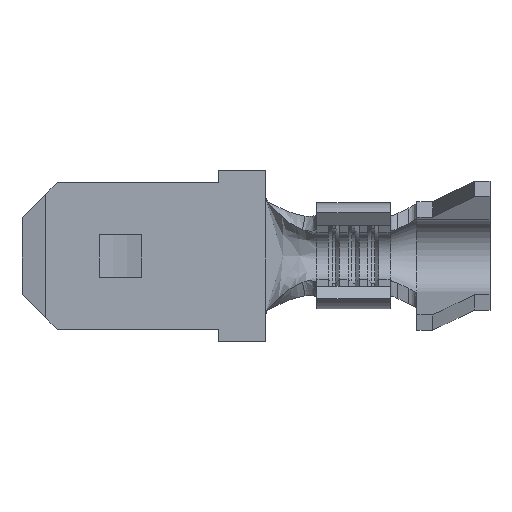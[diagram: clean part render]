
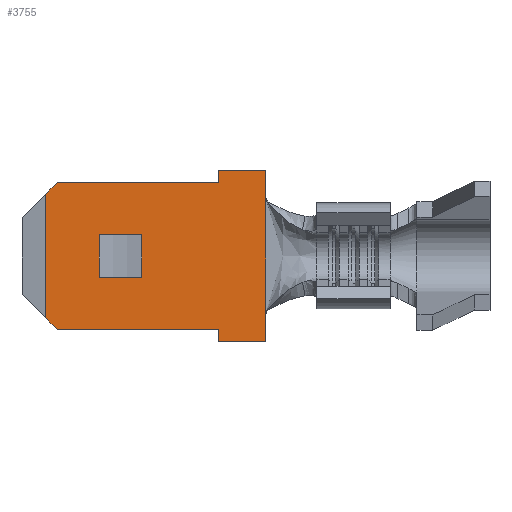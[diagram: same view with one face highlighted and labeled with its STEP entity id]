
A CAD part, top view. The second image highlights one B-rep face of the part: STEP entity #3755.
In plain terms, the highlighted planar face has unit normal (0, 0, 1).
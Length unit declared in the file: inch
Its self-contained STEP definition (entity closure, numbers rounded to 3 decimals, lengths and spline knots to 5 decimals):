
#1 = LINE ( 'NONE', #1773, #3791 ) ;
#2 = DIRECTION ( 'NONE',  ( 0., 1., 0. ) ) ;
#20 = CARTESIAN_POINT ( 'NONE',  ( 0.125, -0.0935, 0.02 ) ) ;
#104 = PLANE ( 'NONE',  #345 ) ;
#124 = DIRECTION ( 'NONE',  ( -0.707, -0.707, 0. ) ) ;
#210 = EDGE_CURVE ( 'NONE', #4576, #3910, #2778, .T. ) ;
#227 = VECTOR ( 'NONE', #124, 39.37008 ) ;
#242 = EDGE_CURVE ( 'NONE', #3910, #4496, #1903, .T. ) ;
#275 = EDGE_CURVE ( 'NONE', #1045, #4496, #3429, .T. ) ;
#303 = VERTEX_POINT ( 'NONE', #386 ) ;
#345 = AXIS2_PLACEMENT_3D ( 'NONE', #3523, #1657, #4263 ) ;
#349 = VECTOR ( 'NONE', #4273, 39.37008 ) ;
#382 = ORIENTED_EDGE ( 'NONE', *, *, #4882, .T. ) ;
#386 = CARTESIAN_POINT ( 'NONE',  ( -0.095, -0.0785, 0.02 ) ) ;
#456 = DIRECTION ( 'NONE',  ( 1., 0., 0. ) ) ;
#468 = VECTOR ( 'NONE', #1245, 39.37008 ) ;
#512 = ORIENTED_EDGE ( 'NONE', *, *, #4778, .T. ) ;
#536 = ORIENTED_EDGE ( 'NONE', *, *, #4763, .T. ) ;
#582 = ORIENTED_EDGE ( 'NONE', *, *, #4802, .T. ) ;
#610 = VERTEX_POINT ( 'NONE', #3622 ) ;
#626 = CARTESIAN_POINT ( 'NONE',  ( 0.125, -0.109, 0.02 ) ) ;
#631 = DIRECTION ( 'NONE',  ( 0., 1., 0. ) ) ;
#646 = VECTOR ( 'NONE', #2, 39.37008 ) ;
#707 = VECTOR ( 'NONE', #2701, 39.37008 ) ;
#718 = ORIENTED_EDGE ( 'NONE', *, *, #1934, .F. ) ;
#781 = LINE ( 'NONE', #3656, #4771 ) ;
#823 = DIRECTION ( 'NONE',  ( 0., -1., 0. ) ) ;
#851 = ORIENTED_EDGE ( 'NONE', *, *, #3249, .T. ) ;
#857 = DIRECTION ( 'NONE',  ( 0., -1., 0. ) ) ;
#889 = CARTESIAN_POINT ( 'NONE',  ( -0.08, 0.0935, 0.02 ) ) ;
#894 = EDGE_LOOP ( 'NONE', ( #2540, #1165, #851, #1553, #382, #1862, #582, #4279, #1869, #536, #512, #3921 ) ) ;
#898 = VECTOR ( 'NONE', #631, 39.37008 ) ;
#940 = DIRECTION ( 'NONE',  ( 0., -1., 0. ) ) ;
#1011 = VECTOR ( 'NONE', #940, 39.37008 ) ;
#1045 = VERTEX_POINT ( 'NONE', #2023 ) ;
#1091 = FACE_BOUND ( 'NONE', #1829, .T. ) ;
#1165 = ORIENTED_EDGE ( 'NONE', *, *, #4557, .F. ) ;
#1199 = CARTESIAN_POINT ( 'NONE',  ( 0.185, -0.109, 0.02 ) ) ;
#1212 = FACE_OUTER_BOUND ( 'NONE', #894, .T. ) ;
#1222 = VERTEX_POINT ( 'NONE', #3023 ) ;
#1245 = DIRECTION ( 'NONE',  ( 0., 1., 0. ) ) ;
#1263 = LINE ( 'NONE', #889, #227 ) ;
#1267 = VECTOR ( 'NONE', #1724, 39.37008 ) ;
#1273 = VECTOR ( 'NONE', #3803, 39.37008 ) ;
#1312 = ORIENTED_EDGE ( 'NONE', *, *, #242, .T. ) ;
#1367 = VERTEX_POINT ( 'NONE', #1199 ) ;
#1381 = LINE ( 'NONE', #2396, #349 ) ;
#1385 = CARTESIAN_POINT ( 'NONE',  ( 0.185, -0.0729, 0.02 ) ) ;
#1553 = ORIENTED_EDGE ( 'NONE', *, *, #4032, .T. ) ;
#1605 = CARTESIAN_POINT ( 'NONE',  ( 0.027, -0.027, 0.02 ) ) ;
#1657 = DIRECTION ( 'NONE',  ( 0., 0., -1. ) ) ;
#1713 = VERTEX_POINT ( 'NONE', #4357 ) ;
#1724 = DIRECTION ( 'NONE',  ( 0., 1., 0. ) ) ;
#1773 = CARTESIAN_POINT ( 'NONE',  ( -0.08, 0.0935, 0.02 ) ) ;
#1776 = ORIENTED_EDGE ( 'NONE', *, *, #210, .T. ) ;
#1789 = DIRECTION ( 'NONE',  ( 1., 0., 0. ) ) ;
#1829 = EDGE_LOOP ( 'NONE', ( #718, #1776, #1312, #4582 ) ) ;
#1862 = ORIENTED_EDGE ( 'NONE', *, *, #4822, .T. ) ;
#1869 = ORIENTED_EDGE ( 'NONE', *, *, #4417, .T. ) ;
#1903 = LINE ( 'NONE', #4034, #2554 ) ;
#1934 = EDGE_CURVE ( 'NONE', #4576, #1045, #4440, .T. ) ;
#1959 = LINE ( 'NONE', #3462, #4592 ) ;
#2023 = CARTESIAN_POINT ( 'NONE',  ( 0.027, -0.027, 0.02 ) ) ;
#2171 = VERTEX_POINT ( 'NONE', #1385 ) ;
#2193 = CARTESIAN_POINT ( 'NONE',  ( 0.185, 0.0729, 0.02 ) ) ;
#2224 = CARTESIAN_POINT ( 'NONE',  ( -0.095, -0.125, 0.02 ) ) ;
#2253 = LINE ( 'NONE', #3595, #1267 ) ;
#2270 = VERTEX_POINT ( 'NONE', #2193 ) ;
#2279 = CARTESIAN_POINT ( 'NONE',  ( 0.027, -0.027, 0.02 ) ) ;
#2321 = CARTESIAN_POINT ( 'NONE',  ( 0.125, 0.109, 0.02 ) ) ;
#2396 = CARTESIAN_POINT ( 'NONE',  ( 0.125, -0.109, 0.02 ) ) ;
#2408 = VERTEX_POINT ( 'NONE', #20 ) ;
#2501 = VERTEX_POINT ( 'NONE', #3480 ) ;
#2532 = CARTESIAN_POINT ( 'NONE',  ( -0.027, -0.027, 0.02 ) ) ;
#2540 = ORIENTED_EDGE ( 'NONE', *, *, #4836, .T. ) ;
#2545 = CARTESIAN_POINT ( 'NONE',  ( 0.027, 0.027, 0.02 ) ) ;
#2554 = VECTOR ( 'NONE', #4142, 39.37008 ) ;
#2610 = DIRECTION ( 'NONE',  ( 0., 1., 0. ) ) ;
#2614 = VECTOR ( 'NONE', #857, 39.37008 ) ;
#2682 = CARTESIAN_POINT ( 'NONE',  ( -0.125, -0.0485, 0.02 ) ) ;
#2701 = DIRECTION ( 'NONE',  ( -1., 0., 0. ) ) ;
#2704 = VERTEX_POINT ( 'NONE', #4001 ) ;
#2778 = LINE ( 'NONE', #2532, #898 ) ;
#2800 = CARTESIAN_POINT ( 'NONE',  ( -0.095, 0.0785, 0.02 ) ) ;
#2805 = VERTEX_POINT ( 'NONE', #626 ) ;
#2857 = CARTESIAN_POINT ( 'NONE',  ( -0.027, 0.027, 0.02 ) ) ;
#3023 = CARTESIAN_POINT ( 'NONE',  ( 0.125, 0.0935, 0.02 ) ) ;
#3118 = CARTESIAN_POINT ( 'NONE',  ( 0.185, -0.07, 0.02 ) ) ;
#3198 = CARTESIAN_POINT ( 'NONE',  ( 0.125, -0.0935, 0.02 ) ) ;
#3249 = EDGE_CURVE ( 'NONE', #303, #610, #4252, .T. ) ;
#3371 = CARTESIAN_POINT ( 'NONE',  ( -0.027, -0.027, 0.02 ) ) ;
#3429 = LINE ( 'NONE', #2279, #646 ) ;
#3455 = VECTOR ( 'NONE', #456, 39.37008 ) ;
#3462 = CARTESIAN_POINT ( 'NONE',  ( 0.125, 0.109, 0.02 ) ) ;
#3480 = CARTESIAN_POINT ( 'NONE',  ( 0.125, 0.109, 0.02 ) ) ;
#3492 = LINE ( 'NONE', #4580, #468 ) ;
#3523 = CARTESIAN_POINT ( 'NONE',  ( 0.185, 0.0935, 0.02 ) ) ;
#3595 = CARTESIAN_POINT ( 'NONE',  ( 0.185, 0.109, 0.02 ) ) ;
#3622 = CARTESIAN_POINT ( 'NONE',  ( -0.08, -0.0935, 0.02 ) ) ;
#3656 = CARTESIAN_POINT ( 'NONE',  ( -0.08, -0.0935, 0.02 ) ) ;
#3727 = LINE ( 'NONE', #2321, #707 ) ;
#3755 = ADVANCED_FACE ( 'NONE', ( #1212, #1091 ), #104, .F. ) ;
#3791 = VECTOR ( 'NONE', #4019, 39.37008 ) ;
#3803 = DIRECTION ( 'NONE',  ( 0.707, -0.707, 0. ) ) ;
#3900 = LINE ( 'NONE', #3198, #1011 ) ;
#3910 = VERTEX_POINT ( 'NONE', #2857 ) ;
#3921 = ORIENTED_EDGE ( 'NONE', *, *, #4010, .T. ) ;
#4001 = CARTESIAN_POINT ( 'NONE',  ( -0.08, 0.0935, 0.02 ) ) ;
#4010 = EDGE_CURVE ( 'NONE', #1222, #2704, #1, .T. ) ;
#4019 = DIRECTION ( 'NONE',  ( -1., 0., 0. ) ) ;
#4032 = EDGE_CURVE ( 'NONE', #610, #2408, #781, .T. ) ;
#4034 = CARTESIAN_POINT ( 'NONE',  ( 0.027, 0.027, 0.02 ) ) ;
#4142 = DIRECTION ( 'NONE',  ( 1., 0., 0. ) ) ;
#4252 = LINE ( 'NONE', #2682, #1273 ) ;
#4263 = DIRECTION ( 'NONE',  ( -1., 0., 0. ) ) ;
#4273 = DIRECTION ( 'NONE',  ( 1., 0., 0. ) ) ;
#4279 = ORIENTED_EDGE ( 'NONE', *, *, #4797, .F. ) ;
#4299 = LINE ( 'NONE', #2224, #4534 ) ;
#4338 = VERTEX_POINT ( 'NONE', #2800 ) ;
#4357 = CARTESIAN_POINT ( 'NONE',  ( 0.185, 0.109, 0.02 ) ) ;
#4417 = EDGE_CURVE ( 'NONE', #2270, #1713, #2253, .T. ) ;
#4440 = LINE ( 'NONE', #1605, #3455 ) ;
#4469 = LINE ( 'NONE', #3118, #2614 ) ;
#4496 = VERTEX_POINT ( 'NONE', #2545 ) ;
#4534 = VECTOR ( 'NONE', #2610, 39.37008 ) ;
#4557 = EDGE_CURVE ( 'NONE', #303, #4338, #4299, .T. ) ;
#4576 = VERTEX_POINT ( 'NONE', #3371 ) ;
#4580 = CARTESIAN_POINT ( 'NONE',  ( 0.185, 0.109, 0.02 ) ) ;
#4582 = ORIENTED_EDGE ( 'NONE', *, *, #275, .F. ) ;
#4592 = VECTOR ( 'NONE', #823, 39.37008 ) ;
#4763 = EDGE_CURVE ( 'NONE', #1713, #2501, #3727, .T. ) ;
#4771 = VECTOR ( 'NONE', #1789, 39.37008 ) ;
#4778 = EDGE_CURVE ( 'NONE', #2501, #1222, #1959, .T. ) ;
#4797 = EDGE_CURVE ( 'NONE', #2270, #2171, #4469, .T. ) ;
#4802 = EDGE_CURVE ( 'NONE', #1367, #2171, #3492, .T. ) ;
#4822 = EDGE_CURVE ( 'NONE', #2805, #1367, #1381, .T. ) ;
#4836 = EDGE_CURVE ( 'NONE', #2704, #4338, #1263, .T. ) ;
#4882 = EDGE_CURVE ( 'NONE', #2408, #2805, #3900, .T. ) ;
